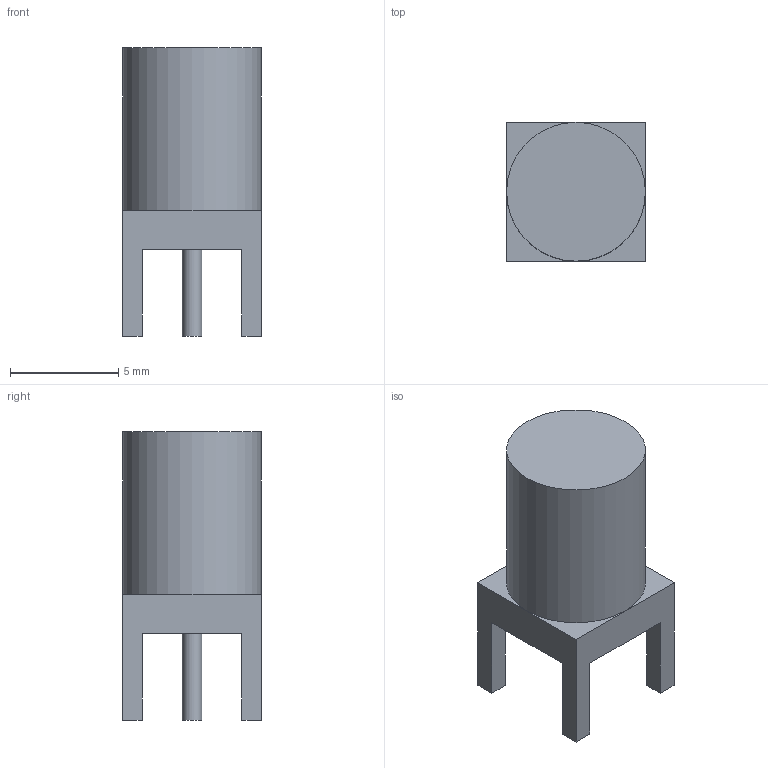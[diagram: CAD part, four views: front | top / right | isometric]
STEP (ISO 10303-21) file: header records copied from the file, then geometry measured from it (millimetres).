
FILE_DESCRIPTION(('FreeCAD Model'),'2;1');
FILE_NAME('Open CASCADE Shape Model','2024-04-04T22:43:07',(''),(''), 'Open CASCADE STEP processor 7.6','FreeCAD','Unknown');
FILE_SCHEMA(('AUTOMOTIVE_DESIGN { 1 0 10303 214 1 1 1 1 }'));
Length unit declared in the file: millimetre
Products named in the file (1): SMB-vertical
Bounding box: 6.4 x 6.4 x 13.3 mm (x, y, z)
Volume: 330.5 mm3; surface area: 347.7 mm2
Topology: 1 solids, 1 shells, 25 faces, 61 edges, 39 vertices
Faces by surface type: plane 23, cylinder 2
Full cylindrical faces by diameter (mm): 0.9 x1, 6.4 x1
Entity records: 1537 total; most frequent: CARTESIAN_POINT 248, DIRECTION 242, LINE 169, VECTOR 169, ORIENTED_EDGE 122, PCURVE 122, DEFINITIONAL_REPRESENTATION 122, EDGE_CURVE 61
